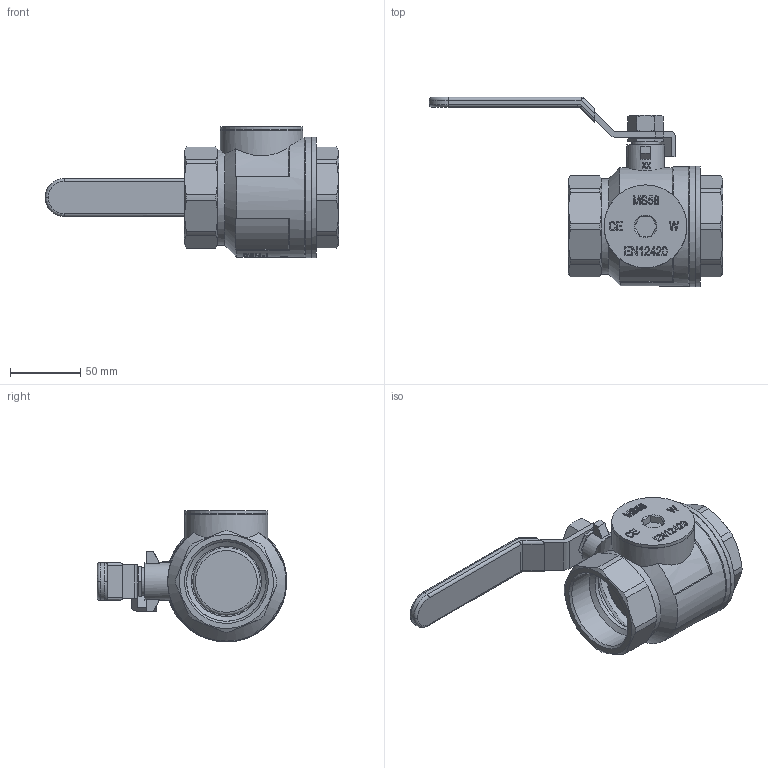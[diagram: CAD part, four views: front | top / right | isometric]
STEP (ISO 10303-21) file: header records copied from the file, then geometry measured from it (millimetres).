
FILE_DESCRIPTION(/* description */ ('Unknown'),/* implementation_level */ '2;1');
FILE_NAME(/* name */ '6060-09',/* time_stamp */ '2023-02-09T13:52:10+01:00',/* author */ ('Unknown'),/* organization */ ('Unknown'),/* preprocessor_version */ 'ST-DEVELOPER v16.7',/* originating_system */ 'Solid Edge',/* authorisation */ 'Unknown');
FILE_SCHEMA (('AUTOMOTIVE_DESIGN {1 0 10303 214 3 1 1}'));
Length unit declared in the file: millimetre
Products named in the file (16): 6060-2; Stahlgriff; Stahlgriff-1; Stahlgriff-um; 600-2-Spindel-co_oa_0; 600-2-Stopfbuchse; 600-2-Spindel; 600-2-Mutter-st-gr; 600-2-Kvrper-co_oa_1; 600-2-Speerring; 600-2-Sieb; 600-2-Einschraubteil; Kvrper-co; 600-2-Kvrper; 600-2-Deckel; 600-2-O-Ring
Assembly tree (15 placements, depth 4):
  6060-2
    Stahlgriff
      Stahlgriff-1
      Stahlgriff-um
    600-2-Spindel-co_oa_0
      600-2-Stopfbuchse
      600-2-Spindel
      600-2-Mutter-st-gr
    600-2-Kvrper-co_oa_1
      600-2-Speerring
      600-2-Sieb
      600-2-Einschraubteil
      Kvrper-co
        600-2-Kvrper
        600-2-Deckel
        600-2-O-Ring
Bounding box: 209 x 135 x 93.8 mm (x, y, z)
Volume: 217602.6 mm3; surface area: 131433.8 mm2
Topology: 10 solids, 11 shells, 1324 faces, 3684 edges, 2447 vertices
Faces by surface type: plane 1120, cylinder 121, cone 63, bspline 12, torus 6, sphere 2
Full cylindrical faces by diameter (mm): 1.5 x2, 11.8 x1, 12.21 x1, 16 x2, 16.1 x1, 16.5 x1, 18 x1, 19 x1, 20 x1, 20.5 x1, 20.52 x1, 22 x1, 24 x1, 27 x1, 42.5 x1, 46 x1, 48 x1, 50 x2, 50.5 x2, 51.6 x1, 52 x2, 56.656 x2, 56.658 x1, 59 x2, 60 x2, 68 x1, 77.5 x1, 79 x1, 79.5 x1, 85 x1
Entity records: 49636 total; most frequent: CARTESIAN_POINT 14698, DIRECTION 7377, ORIENTED_EDGE 7184, EDGE_CURVE 3596, AXIS2_PLACEMENT_3D 2585, VERTEX_POINT 2428, LINE 2207, VECTOR 2207
